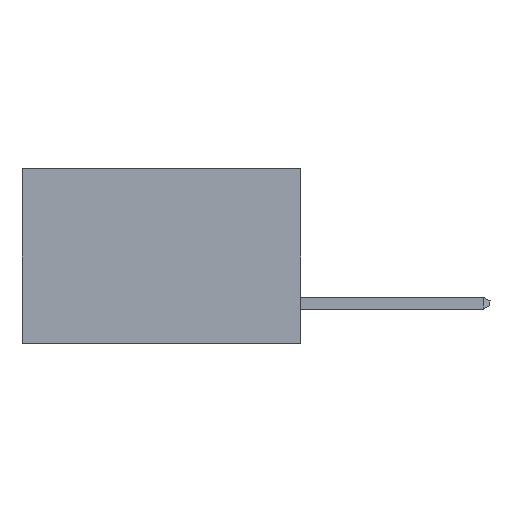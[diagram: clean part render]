
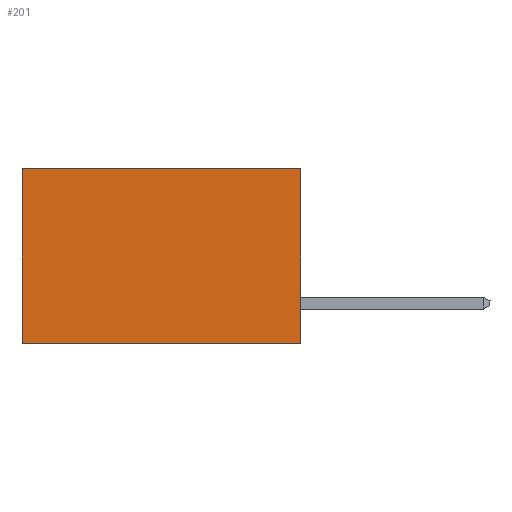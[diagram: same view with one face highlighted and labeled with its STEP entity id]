
A CAD part, left-side view. The second image highlights one B-rep face of the part: STEP entity #201.
In plain terms, the highlighted planar face has unit normal (-1, 0, 0).
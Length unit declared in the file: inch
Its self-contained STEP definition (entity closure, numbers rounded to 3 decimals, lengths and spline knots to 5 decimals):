
#3 = PLANE ( 'NONE',  #3602 ) ;
#21 = CARTESIAN_POINT ( 'NONE',  ( 0.277, 0., -0.37 ) ) ;
#22 = VECTOR ( 'NONE', #3911, 39.37008 ) ;
#145 = ORIENTED_EDGE ( 'NONE', *, *, #1650, .F. ) ;
#201 = ADVANCED_FACE ( 'NONE', ( #332 ), #3, .F. ) ;
#332 = FACE_OUTER_BOUND ( 'NONE', #3869, .T. ) ;
#417 = VERTEX_POINT ( 'NONE', #569 ) ;
#569 = CARTESIAN_POINT ( 'NONE',  ( 0.277, 0.59, -0.37 ) ) ;
#988 = CARTESIAN_POINT ( 'NONE',  ( 0.277, 0.59, 0. ) ) ;
#1164 = LINE ( 'NONE', #5685, #4098 ) ;
#1356 = VECTOR ( 'NONE', #4207, 39.37008 ) ;
#1639 = LINE ( 'NONE', #3641, #22 ) ;
#1650 = EDGE_CURVE ( 'NONE', #5909, #4117, #2936, .T. ) ;
#1800 = EDGE_CURVE ( 'NONE', #4593, #417, #1639, .T. ) ;
#2223 = DIRECTION ( 'NONE',  ( 0., 1., 0. ) ) ;
#2354 = EDGE_CURVE ( 'NONE', #4117, #417, #1164, .T. ) ;
#2936 = LINE ( 'NONE', #4379, #1356 ) ;
#3602 = AXIS2_PLACEMENT_3D ( 'NONE', #21, #5538, #5527 ) ;
#3641 = CARTESIAN_POINT ( 'NONE',  ( 0.277, 0.59, -0.37 ) ) ;
#3869 = EDGE_LOOP ( 'NONE', ( #6069, #7271, #145, #5036 ) ) ;
#3911 = DIRECTION ( 'NONE',  ( 0., 0., -1. ) ) ;
#3970 = LINE ( 'NONE', #7054, #5228 ) ;
#4098 = VECTOR ( 'NONE', #2223, 39.37008 ) ;
#4117 = VERTEX_POINT ( 'NONE', #5160 ) ;
#4207 = DIRECTION ( 'NONE',  ( 0., 0., -1. ) ) ;
#4374 = EDGE_CURVE ( 'NONE', #5909, #4593, #3970, .T. ) ;
#4379 = CARTESIAN_POINT ( 'NONE',  ( 0.277, 0., -0.37 ) ) ;
#4593 = VERTEX_POINT ( 'NONE', #988 ) ;
#5036 = ORIENTED_EDGE ( 'NONE', *, *, #4374, .T. ) ;
#5160 = CARTESIAN_POINT ( 'NONE',  ( 0.277, 0., -0.37 ) ) ;
#5228 = VECTOR ( 'NONE', #5977, 39.37008 ) ;
#5527 = DIRECTION ( 'NONE',  ( 0., 0., -1. ) ) ;
#5538 = DIRECTION ( 'NONE',  ( 1., 0., 0. ) ) ;
#5685 = CARTESIAN_POINT ( 'NONE',  ( 0.277, 0., -0.37 ) ) ;
#5909 = VERTEX_POINT ( 'NONE', #6534 ) ;
#5977 = DIRECTION ( 'NONE',  ( 0., 1., 0. ) ) ;
#6069 = ORIENTED_EDGE ( 'NONE', *, *, #1800, .T. ) ;
#6534 = CARTESIAN_POINT ( 'NONE',  ( 0.277, 0., 0. ) ) ;
#7054 = CARTESIAN_POINT ( 'NONE',  ( 0.277, 0., 0. ) ) ;
#7271 = ORIENTED_EDGE ( 'NONE', *, *, #2354, .F. ) ;
